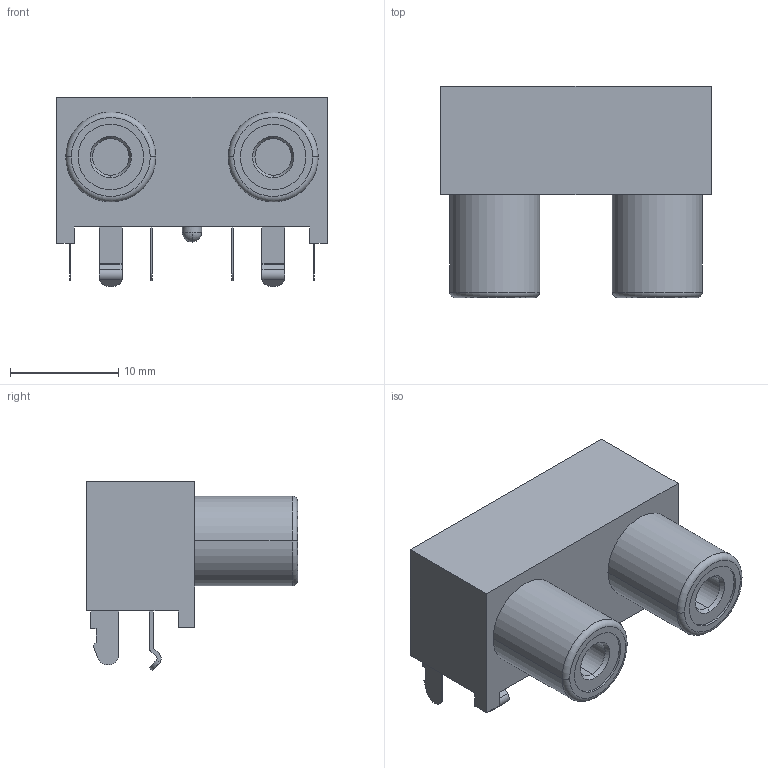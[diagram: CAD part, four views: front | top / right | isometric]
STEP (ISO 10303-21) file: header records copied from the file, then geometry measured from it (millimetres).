
FILE_DESCRIPTION(('FreeCAD Model'),'2;1');
FILE_NAME('pjran2x1u_series.STEP','2016-02-26T15:01:50',('Author'),(''), 'Open CASCADE STEP processor 6.8','FreeCAD','Unknown');
FILE_SCHEMA(('AUTOMOTIVE_DESIGN_CC2 { 1 2 10303 214 -1 1 5 4 }'));
Length unit declared in the file: millimetre
Products named in the file (1): pjran2x1u_series
Bounding box: 25 x 19.5 x 17.47 mm (x, y, z)
Volume: 3854.9 mm3; surface area: 2250.9 mm2
Topology: 1 solids, 1 shells, 116 faces, 294 edges, 193 vertices
Faces by surface type: plane 70, cylinder 36, torus 4, cone 4, sphere 2
Entity records: 11909 total; most frequent: CARTESIAN_POINT 6286, DIRECTION 964, ORIENTED_EDGE 584, PCURVE 584, DEFINITIONAL_REPRESENTATION 584, LINE 502, VECTOR 502, EDGE_CURVE 292
